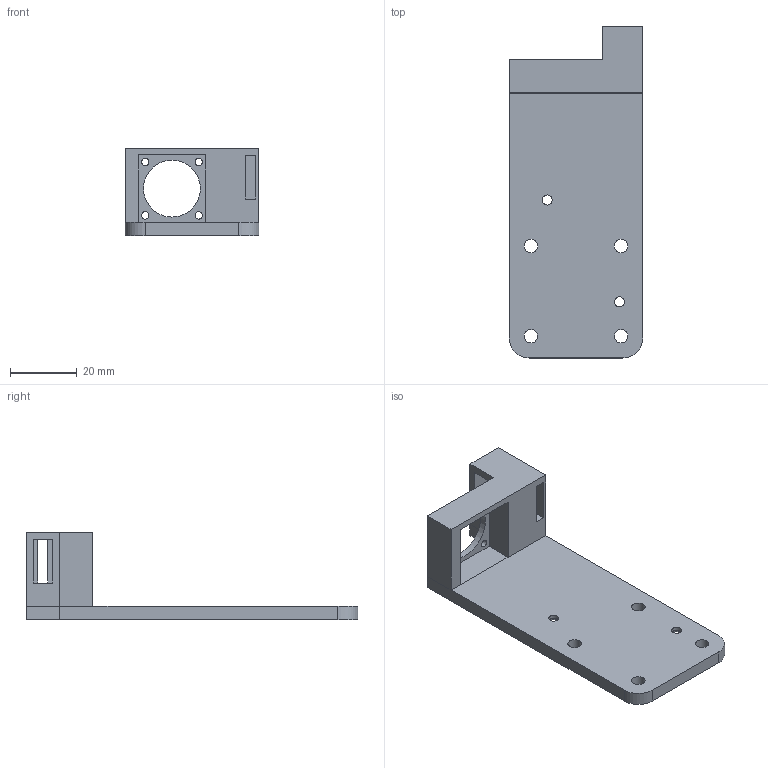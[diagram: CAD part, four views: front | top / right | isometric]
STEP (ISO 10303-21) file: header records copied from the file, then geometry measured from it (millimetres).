
FILE_DESCRIPTION(('FreeCAD Model'),'2;1');
FILE_NAME('frame.step' ,'2020-12-10T10:57:36',('Author'),(''), 'Open CASCADE STEP processor 7.3','FreeCAD','Unknown');
FILE_SCHEMA(('AUTOMOTIVE_DESIGN { 1 0 10303 214 1 1 1 1 }'));
Length unit declared in the file: millimetre
Products named in the file (1): Fillet
Bounding box: 40 x 99.25 x 26.2 mm (x, y, z)
Volume: 20569.5 mm3; surface area: 12406.3 mm2
Topology: 1 solids, 1 shells, 52 faces, 131 edges, 82 vertices
Faces by surface type: plane 37, cylinder 15
Full cylindrical faces by diameter (mm): 2.2 x4, 3 x2, 4 x4, 10 x2, 17 x1
Entity records: 3326 total; most frequent: CARTESIAN_POINT 624, DIRECTION 493, LINE 309, VECTOR 309, ORIENTED_EDGE 262, PCURVE 262, DEFINITIONAL_REPRESENTATION 262, EDGE_CURVE 131
